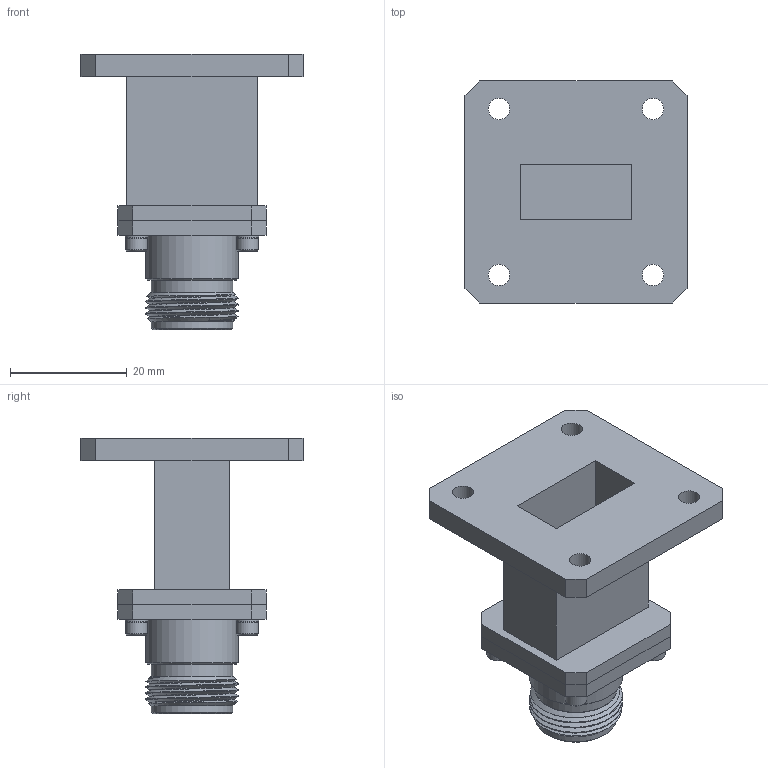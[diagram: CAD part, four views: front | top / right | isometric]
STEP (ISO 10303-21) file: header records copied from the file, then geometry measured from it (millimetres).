
FILE_DESCRIPTION (( 'STEP AP203' ), '1' );
FILE_NAME ('PEWCA1074_3D.step', '2021-02-24T15:59:22', ( '' ), ( '' ), 'SwSTEP 2.0', 'SolidWorks 2018', '' );
FILE_SCHEMA (( 'CONFIG_CONTROL_DESIGN' ));
Length unit declared in the file: inch
Products named in the file (1): PEWCA1074_3D
Bounding box: 38.1 x 38.1 x 47.24 mm (x, y, z)
Volume: 12777.9 mm3; surface area: 10459 mm2
Topology: 2 solids, 2 shells, 187 faces, 413 edges, 258 vertices
Faces by surface type: plane 96, cone 47, cylinder 33, bspline 11
Full cylindrical faces by diameter (mm): 3.658 x8, 3.856 x4, 8.382 x1, 13.971 x2, 15.875 x1
Entity records: 9144 total; most frequent: CARTESIAN_POINT 5317, DIRECTION 748, ORIENTED_EDGE 722, EDGE_CURVE 361, AXIS2_PLACEMENT_3D 286, EDGE_LOOP 254, VERTEX_POINT 241, FACE_OUTER_BOUND 201
